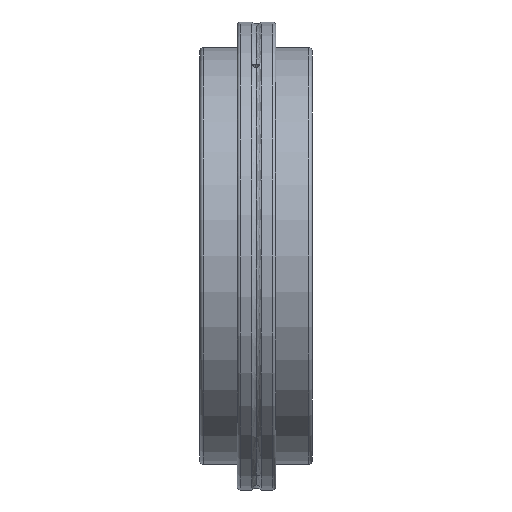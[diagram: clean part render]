
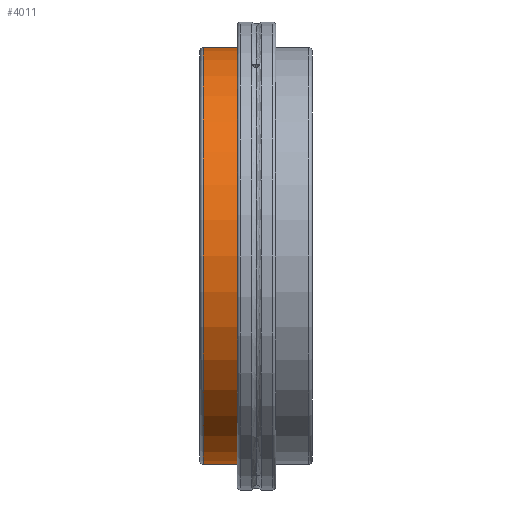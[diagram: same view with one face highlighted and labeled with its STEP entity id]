
A CAD part, left-side view. The second image highlights one B-rep face of the part: STEP entity #4011.
In plain terms, the highlighted cylindrical face has radius 65 mm (diameter 130 mm), a partial arc.
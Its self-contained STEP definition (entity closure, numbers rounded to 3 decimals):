
#369 = CARTESIAN_POINT ( 'NONE',  ( 0., 16.5, 65. ) ) ;
#422 = CARTESIAN_POINT ( 'NONE',  ( 0., 16.5, -65. ) ) ;
#1142 = CARTESIAN_POINT ( 'NONE',  ( 0., 5.85, -65. ) ) ;
#1149 = CARTESIAN_POINT ( 'NONE',  ( 0., 5.85, 65. ) ) ;
#1176 = DIRECTION ( 'NONE',  ( 0., 0., 1. ) ) ;
#1177 = DIRECTION ( 'NONE',  ( 0., 1., 0. ) ) ;
#1178 = CARTESIAN_POINT ( 'NONE',  ( 0., 5.85, 0. ) ) ;
#1179 = AXIS2_PLACEMENT_3D ( 'NONE', #1178, #1177, #1176 ) ;
#1186 = CIRCLE ( 'NONE', #1179, 65. ) ;
#1319 = CARTESIAN_POINT ( 'NONE',  ( 0., 30.826, 65. ) ) ;
#1334 = LINE ( 'NONE', #1319, #1465 ) ;
#1402 = LINE ( 'NONE', #1475, #1424 ) ;
#1424 = VECTOR ( 'NONE', #1474, 1000. ) ;
#1464 = DIRECTION ( 'NONE',  ( 0., 1., 0. ) ) ;
#1465 = VECTOR ( 'NONE', #1464, 1000. ) ;
#1474 = DIRECTION ( 'NONE',  ( 0., 1., 0. ) ) ;
#1475 = CARTESIAN_POINT ( 'NONE',  ( 0., 30.826, -65. ) ) ;
#1666 = CARTESIAN_POINT ( 'NONE',  ( 0., 16.5, 0. ) ) ;
#1667 = AXIS2_PLACEMENT_3D ( 'NONE', #1666, #1706, #1705 ) ;
#1705 = DIRECTION ( 'NONE',  ( 0., 0., 1. ) ) ;
#1706 = DIRECTION ( 'NONE',  ( 0., -1., 0. ) ) ;
#1707 = CIRCLE ( 'NONE', #1667, 65. ) ;
#1874 = DIRECTION ( 'NONE',  ( 0., 0., 1. ) ) ;
#1875 = DIRECTION ( 'NONE',  ( 0., 1., 0. ) ) ;
#1929 = FACE_OUTER_BOUND ( 'NONE', #3822, .T. ) ;
#1930 = AXIS2_PLACEMENT_3D ( 'NONE', #1931, #1875, #1874 ) ;
#1931 = CARTESIAN_POINT ( 'NONE',  ( 0., 30.826, 0. ) ) ;
#1934 = CYLINDRICAL_SURFACE ( 'NONE', #1930, 65. ) ;
#3190 = VERTEX_POINT ( 'NONE', #422 ) ;
#3191 = VERTEX_POINT ( 'NONE', #369 ) ;
#3496 = VERTEX_POINT ( 'NONE', #1149 ) ;
#3497 = VERTEX_POINT ( 'NONE', #1142 ) ;
#3662 = EDGE_CURVE ( 'NONE', #3497, #3496, #1186, .T. ) ;
#3720 = EDGE_CURVE ( 'NONE', #3497, #3190, #1402, .T. ) ;
#3766 = EDGE_CURVE ( 'NONE', #3496, #3191, #1334, .T. ) ;
#3822 = EDGE_LOOP ( 'NONE', ( #3903, #3906, #3909, #3910 ) ) ;
#3903 = ORIENTED_EDGE ( 'NONE', *, *, #3720, .F. ) ;
#3906 = ORIENTED_EDGE ( 'NONE', *, *, #3662, .T. ) ;
#3907 = EDGE_CURVE ( 'NONE', #3191, #3190, #1707, .T. ) ;
#3909 = ORIENTED_EDGE ( 'NONE', *, *, #3766, .T. ) ;
#3910 = ORIENTED_EDGE ( 'NONE', *, *, #3907, .T. ) ;
#4011 = ADVANCED_FACE ( 'NONE', ( #1929 ), #1934, .T. ) ;
